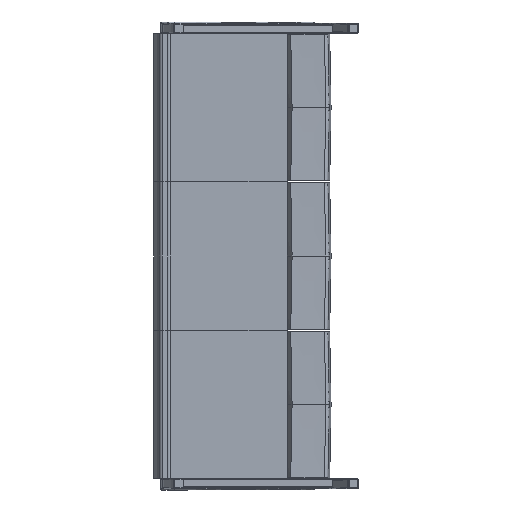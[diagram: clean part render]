
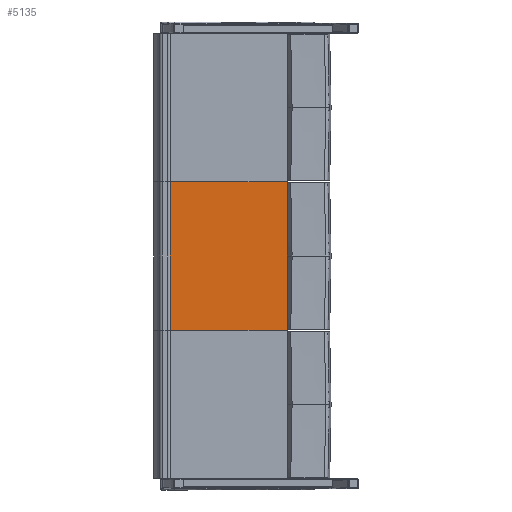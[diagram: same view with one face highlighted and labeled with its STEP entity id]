
A CAD part, front view. The second image highlights one B-rep face of the part: STEP entity #5135.
In plain terms, the highlighted planar face has unit normal (0, -1, 0).
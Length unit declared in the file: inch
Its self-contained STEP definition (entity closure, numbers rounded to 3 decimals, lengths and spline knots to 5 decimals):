
#423=PLANE('',#5460);
#535=FACE_OUTER_BOUND('',#842,.T.);
#842=EDGE_LOOP('',(#3455,#3456,#3457,#3458));
#1170=LINE('',#7424,#1524);
#1174=LINE('',#7443,#1528);
#1178=LINE('',#7458,#1532);
#1179=LINE('',#7459,#1533);
#1524=VECTOR('',#5993,17.59422);
#1528=VECTOR('',#6011,22.375);
#1532=VECTOR('',#6029,17.59422);
#1533=VECTOR('',#6030,22.375);
#2119=VERTEX_POINT('',#7421);
#2120=VERTEX_POINT('',#7423);
#2128=VERTEX_POINT('',#7441);
#2132=VERTEX_POINT('',#7457);
#2627=EDGE_CURVE('',#2119,#2120,#1170,.T.);
#2637=EDGE_CURVE('',#2119,#2128,#1174,.T.);
#2644=EDGE_CURVE('',#2132,#2128,#1178,.T.);
#2645=EDGE_CURVE('',#2120,#2132,#1179,.T.);
#3455=ORIENTED_EDGE('',*,*,#2627,.F.);
#3456=ORIENTED_EDGE('',*,*,#2637,.T.);
#3457=ORIENTED_EDGE('',*,*,#2644,.F.);
#3458=ORIENTED_EDGE('',*,*,#2645,.F.);
#5135=ADVANCED_FACE('',(#535),#423,.T.);
#5460=AXIS2_PLACEMENT_3D('',#7456,#6027,#6028);
#5993=DIRECTION('',(-1.,0.,0.));
#6011=DIRECTION('',(0.,0.,1.));
#6027=DIRECTION('center_axis',(0.,-1.,0.));
#6028=DIRECTION('ref_axis',(1.,0.,0.));
#6029=DIRECTION('',(1.,0.,0.));
#6030=DIRECTION('',(0.,0.,1.));
#7421=CARTESIAN_POINT('',(5.73372,-1.86655,0.));
#7423=CARTESIAN_POINT('',(-11.8605,-1.86655,0.));
#7424=CARTESIAN_POINT('',(5.73372,-1.86655,0.));
#7441=CARTESIAN_POINT('',(5.73372,-1.86655,22.375));
#7443=CARTESIAN_POINT('',(5.73372,-1.86655,0.));
#7456=CARTESIAN_POINT('Origin',(-11.8605,-1.86655,0.));
#7457=CARTESIAN_POINT('',(-11.8605,-1.86655,22.375));
#7458=CARTESIAN_POINT('',(4.31556,-1.86655,22.375));
#7459=CARTESIAN_POINT('',(-11.8605,-1.86655,0.));
